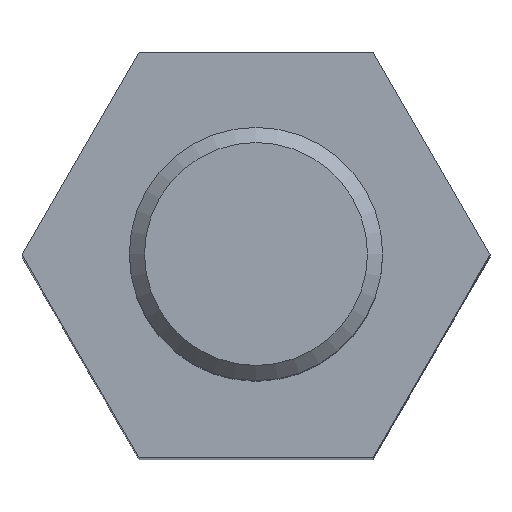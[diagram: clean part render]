
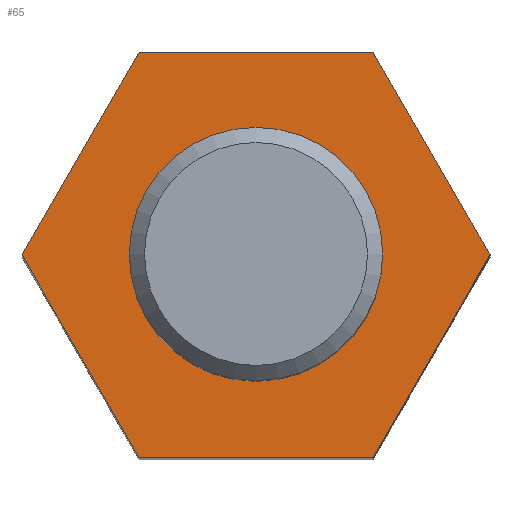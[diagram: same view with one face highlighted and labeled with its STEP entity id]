
A CAD part, top view. The second image highlights one B-rep face of the part: STEP entity #65.
In plain terms, the highlighted planar face has unit normal (0, 0, 1).
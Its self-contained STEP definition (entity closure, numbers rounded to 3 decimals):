
#65 = ADVANCED_FACE( '', ( #144, #145 ), #146, .T. );
#144 = FACE_BOUND( '', #238, .T. );
#145 = FACE_OUTER_BOUND( '', #239, .T. );
#146 = PLANE( '', #240 );
#238 = EDGE_LOOP( '', ( #354 ) );
#239 = EDGE_LOOP( '', ( #355, #356, #357, #358, #359, #360 ) );
#240 = AXIS2_PLACEMENT_3D( '', #361, #362, #363 );
#354 = ORIENTED_EDGE( '', *, *, #487, .T. );
#355 = ORIENTED_EDGE( '', *, *, #506, .T. );
#356 = ORIENTED_EDGE( '', *, *, #510, .T. );
#357 = ORIENTED_EDGE( '', *, *, #511, .T. );
#358 = ORIENTED_EDGE( '', *, *, #483, .T. );
#359 = ORIENTED_EDGE( '', *, *, #495, .T. );
#360 = ORIENTED_EDGE( '', *, *, #512, .T. );
#361 = CARTESIAN_POINT( '', ( 0., 0., 25. ) );
#362 = DIRECTION( '', ( 0., 0., 1. ) );
#363 = DIRECTION( '', ( 1., 0., 0. ) );
#483 = EDGE_CURVE( '', #553, #551, #554, .T. );
#487 = EDGE_CURVE( '', #559, #559, #560, .F. );
#495 = EDGE_CURVE( '', #551, #572, #574, .T. );
#506 = EDGE_CURVE( '', #591, #589, #592, .T. );
#510 = EDGE_CURVE( '', #589, #597, #598, .T. );
#511 = EDGE_CURVE( '', #597, #553, #599, .T. );
#512 = EDGE_CURVE( '', #572, #591, #600, .T. );
#551 = VERTEX_POINT( '', #653 );
#553 = VERTEX_POINT( '', #656 );
#554 = LINE( '', #657, #658 );
#559 = VERTEX_POINT( '', #671 );
#560 = CIRCLE( '', #672, 2.265 );
#572 = VERTEX_POINT( '', #691 );
#574 = LINE( '', #694, #695 );
#589 = VERTEX_POINT( '', #722 );
#591 = VERTEX_POINT( '', #725 );
#592 = LINE( '', #726, #727 );
#597 = VERTEX_POINT( '', #740 );
#598 = LINE( '', #741, #742 );
#599 = LINE( '', #743, #744 );
#600 = LINE( '', #745, #746 );
#653 = CARTESIAN_POINT( '', ( 2.309, -4., 25. ) );
#656 = CARTESIAN_POINT( '', ( -2.309, -4., 25. ) );
#657 = CARTESIAN_POINT( '', ( -2.309, -4., 25. ) );
#658 = VECTOR( '', #826, 1000. );
#671 = CARTESIAN_POINT( '', ( 2.265, 0., 25. ) );
#672 = AXIS2_PLACEMENT_3D( '', #828, #829, #830 );
#691 = CARTESIAN_POINT( '', ( 4.619, 0., 25. ) );
#694 = CARTESIAN_POINT( '', ( 2.309, -4., 25. ) );
#695 = VECTOR( '', #841, 1000. );
#722 = CARTESIAN_POINT( '', ( -2.309, 4., 25. ) );
#725 = CARTESIAN_POINT( '', ( 2.309, 4., 25. ) );
#726 = CARTESIAN_POINT( '', ( 2.309, 4., 25. ) );
#727 = VECTOR( '', #852, 1000. );
#740 = CARTESIAN_POINT( '', ( -4.619, 0., 25. ) );
#741 = CARTESIAN_POINT( '', ( -2.309, 4., 25. ) );
#742 = VECTOR( '', #854, 1000. );
#743 = CARTESIAN_POINT( '', ( -4.619, 0., 25. ) );
#744 = VECTOR( '', #855, 1000. );
#745 = CARTESIAN_POINT( '', ( 4.619, 0., 25. ) );
#746 = VECTOR( '', #856, 1000. );
#826 = DIRECTION( '', ( 1., 0., 0. ) );
#828 = CARTESIAN_POINT( '', ( 0., 0., 25. ) );
#829 = DIRECTION( '', ( 0., 0., 1. ) );
#830 = DIRECTION( '', ( 1., 0., 0. ) );
#841 = DIRECTION( '', ( 0.5, 0.866, 0. ) );
#852 = DIRECTION( '', ( -1., 0., 0. ) );
#854 = DIRECTION( '', ( -0.5, -0.866, 0. ) );
#855 = DIRECTION( '', ( 0.5, -0.866, 0. ) );
#856 = DIRECTION( '', ( -0.5, 0.866, 0. ) );
